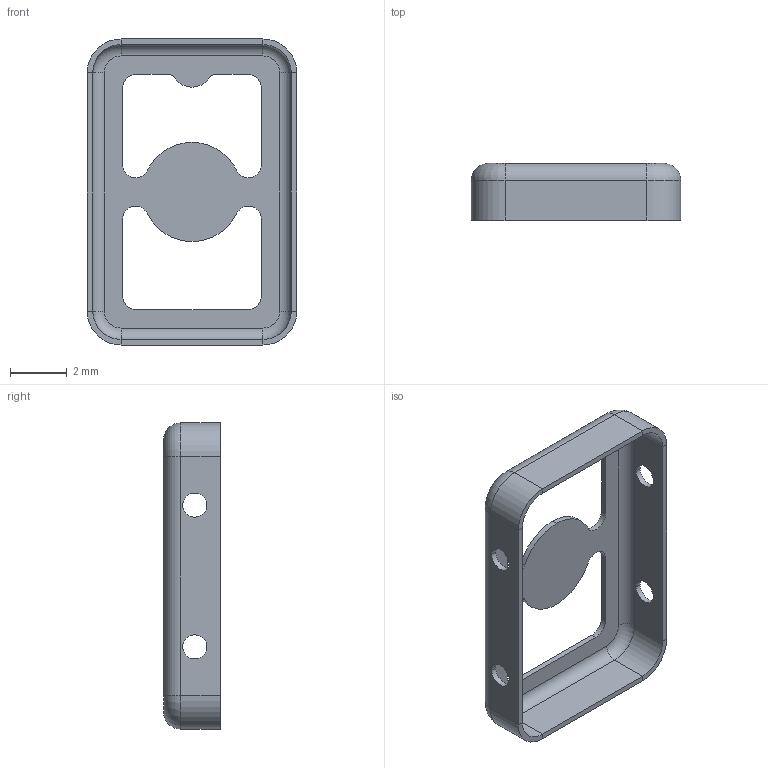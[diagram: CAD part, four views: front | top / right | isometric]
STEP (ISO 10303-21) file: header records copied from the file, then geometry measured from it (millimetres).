
FILE_DESCRIPTION (( 'STEP AP203' ), '1' );
FILE_NAME ('MS108-10F.step', '2020-10-06T06:57:28', ( '' ), ( '' ), 'SwSTEP 2.0', 'SolidWorks 2018', '' );
FILE_SCHEMA (( 'CONFIG_CONTROL_DESIGN' ));
Length unit declared in the file: millimetre
Products named in the file (1): MS108-10F
Bounding box: 7.4 x 2 x 10.8 mm (x, y, z)
Volume: 20.2 mm3; surface area: 218 mm2
Topology: 1 solids, 1 shells, 73 faces, 181 edges, 110 vertices
Faces by surface type: cylinder 40, plane 25, torus 8
Entity records: 2268 total; most frequent: DIRECTION 417, CARTESIAN_POINT 365, ORIENTED_EDGE 362, EDGE_CURVE 181, AXIS2_PLACEMENT_3D 162, VERTEX_POINT 110, LINE 93, VECTOR 93
